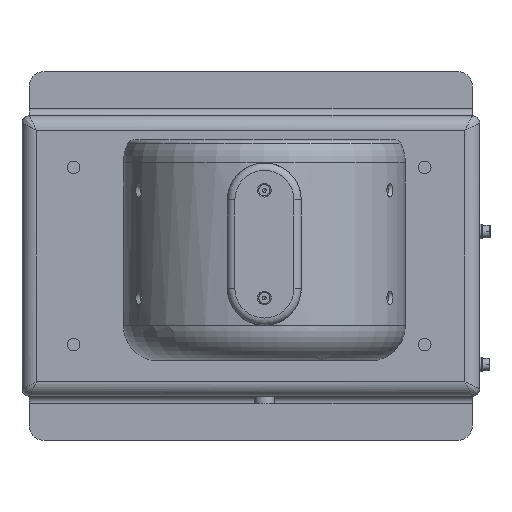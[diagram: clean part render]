
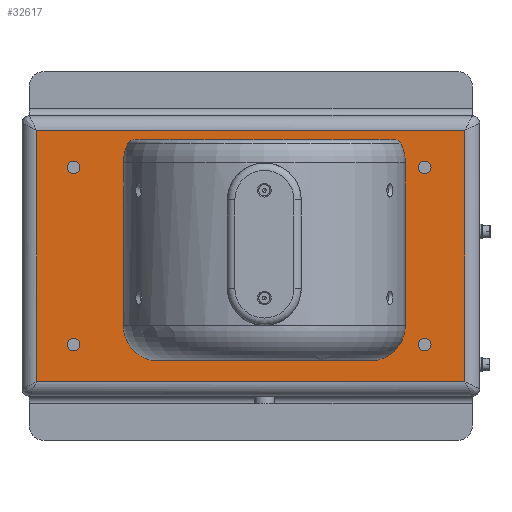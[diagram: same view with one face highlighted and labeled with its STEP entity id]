
A CAD part, front view. The second image highlights one B-rep face of the part: STEP entity #32617.
In plain terms, the highlighted planar face has unit normal (0, -1, 0).
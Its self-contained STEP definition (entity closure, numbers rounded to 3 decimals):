
#615 = DIRECTION ( 'NONE',  ( 1., 0., 0. ) ) ;
#622 = VERTEX_POINT ( 'NONE', #54350 ) ;
#864 = EDGE_CURVE ( 'NONE', #1622, #9013, #19792, .T. ) ;
#1503 = CARTESIAN_POINT ( 'NONE',  ( -269.557, -28.177, 174.248 ) ) ;
#1622 = VERTEX_POINT ( 'NONE', #11972 ) ;
#2791 = VECTOR ( 'NONE', #615, 1000. ) ;
#3341 = CIRCLE ( 'NONE', #17233, 4.25 ) ;
#3677 = VECTOR ( 'NONE', #7009, 1000. ) ;
#4542 = VECTOR ( 'NONE', #20837, 1000. ) ;
#5015 = AXIS2_PLACEMENT_3D ( 'NONE', #32474, #42280, #51242 ) ;
#5216 = DIRECTION ( 'NONE',  ( 0., 0., -1. ) ) ;
#6094 = VERTEX_POINT ( 'NONE', #43183 ) ;
#6623 = ORIENTED_EDGE ( 'NONE', *, *, #21829, .F. ) ;
#7009 = DIRECTION ( 'NONE',  ( 0., 0., -1. ) ) ;
#7425 = ORIENTED_EDGE ( 'NONE', *, *, #9209, .F. ) ;
#7881 = LINE ( 'NONE', #15672, #3677 ) ;
#8745 = DIRECTION ( 'NONE',  ( 0., -1., 0. ) ) ;
#8883 = PLANE ( 'NONE',  #16296 ) ;
#9013 = VERTEX_POINT ( 'NONE', #1503 ) ;
#9077 = DIRECTION ( 'NONE',  ( 0., 0., -1. ) ) ;
#9209 = EDGE_CURVE ( 'NONE', #23881, #23881, #55265, .T. ) ;
#11972 = CARTESIAN_POINT ( 'NONE',  ( -269.557, -28.177, 4.248 ) ) ;
#12331 = EDGE_LOOP ( 'NONE', ( #7425 ) ) ;
#12777 = VERTEX_POINT ( 'NONE', #43100 ) ;
#13190 = FACE_OUTER_BOUND ( 'NONE', #14090, .T. ) ;
#13207 = DIRECTION ( 'NONE',  ( 0., -1., 0. ) ) ;
#13478 = CARTESIAN_POINT ( 'NONE',  ( -244.557, -28.177, 29.248 ) ) ;
#14090 = EDGE_LOOP ( 'NONE', ( #37000, #15645, #44553, #31914 ) ) ;
#15645 = ORIENTED_EDGE ( 'NONE', *, *, #24534, .F. ) ;
#15672 = CARTESIAN_POINT ( 'NONE',  ( 20.443, -28.177, 174.248 ) ) ;
#15880 = EDGE_CURVE ( 'NONE', #12777, #12777, #39454, .T. ) ;
#16061 = CIRCLE ( 'NONE', #5015, 4.25 ) ;
#16296 = AXIS2_PLACEMENT_3D ( 'NONE', #52196, #21601, #30237 ) ;
#16735 = EDGE_LOOP ( 'NONE', ( #56669 ) ) ;
#17233 = AXIS2_PLACEMENT_3D ( 'NONE', #27180, #8745, #5216 ) ;
#17706 = LINE ( 'NONE', #26928, #2791 ) ;
#18305 = DIRECTION ( 'NONE',  ( 0., -1., 0. ) ) ;
#18589 = CARTESIAN_POINT ( 'NONE',  ( -6.755, -28.177, 29.248 ) ) ;
#19792 = LINE ( 'NONE', #49564, #53674 ) ;
#19978 = LINE ( 'NONE', #24599, #4542 ) ;
#20837 = DIRECTION ( 'NONE',  ( -1., 0., 0. ) ) ;
#21601 = DIRECTION ( 'NONE',  ( 0., -1., 0. ) ) ;
#21826 = CIRCLE ( 'NONE', #39321, 4.25 ) ;
#21829 = EDGE_CURVE ( 'NONE', #56977, #56977, #21826, .T. ) ;
#22058 = VERTEX_POINT ( 'NONE', #52370 ) ;
#22185 = FACE_BOUND ( 'NONE', #12331, .T. ) ;
#22334 = EDGE_CURVE ( 'NONE', #22058, #22058, #3341, .T. ) ;
#23881 = VERTEX_POINT ( 'NONE', #41483 ) ;
#24153 = VERTEX_POINT ( 'NONE', #51636 ) ;
#24534 = EDGE_CURVE ( 'NONE', #6094, #1622, #19978, .T. ) ;
#24599 = CARTESIAN_POINT ( 'NONE',  ( -269.557, -28.177, 4.248 ) ) ;
#26928 = CARTESIAN_POINT ( 'NONE',  ( -269.557, -28.177, 174.248 ) ) ;
#27180 = CARTESIAN_POINT ( 'NONE',  ( -244.557, -28.177, 149.248 ) ) ;
#27260 = EDGE_CURVE ( 'NONE', #24153, #6094, #7881, .T. ) ;
#30237 = DIRECTION ( 'NONE',  ( 0., 0., -1. ) ) ;
#30360 = AXIS2_PLACEMENT_3D ( 'NONE', #44782, #35022, #52642 ) ;
#30530 = EDGE_CURVE ( 'NONE', #622, #622, #16061, .T. ) ;
#31088 = FACE_BOUND ( 'NONE', #36520, .T. ) ;
#31723 = EDGE_LOOP ( 'NONE', ( #33262 ) ) ;
#31914 = ORIENTED_EDGE ( 'NONE', *, *, #35045, .F. ) ;
#32474 = CARTESIAN_POINT ( 'NONE',  ( -6.755, -28.177, 149.248 ) ) ;
#32617 = ADVANCED_FACE ( 'NONE', ( #22185, #13190, #52790, #31088, #44380, #35451 ), #8883, .T. ) ;
#33262 = ORIENTED_EDGE ( 'NONE', *, *, #22334, .F. ) ;
#34746 = CARTESIAN_POINT ( 'NONE',  ( -244.557, -28.177, 24.998 ) ) ;
#35022 = DIRECTION ( 'NONE',  ( 0., -1., 0. ) ) ;
#35045 = EDGE_CURVE ( 'NONE', #9013, #24153, #17706, .T. ) ;
#35451 = FACE_BOUND ( 'NONE', #40734, .T. ) ;
#36520 = EDGE_LOOP ( 'NONE', ( #54207 ) ) ;
#36668 = AXIS2_PLACEMENT_3D ( 'NONE', #18589, #18305, #9077 ) ;
#37000 = ORIENTED_EDGE ( 'NONE', *, *, #864, .F. ) ;
#39321 = AXIS2_PLACEMENT_3D ( 'NONE', #13478, #13207, #56828 ) ;
#39454 = CIRCLE ( 'NONE', #36668, 4.25 ) ;
#40734 = EDGE_LOOP ( 'NONE', ( #6623 ) ) ;
#41483 = CARTESIAN_POINT ( 'NONE',  ( -115.399, -28.177, 37.248 ) ) ;
#42280 = DIRECTION ( 'NONE',  ( 0., -1., 0. ) ) ;
#43100 = CARTESIAN_POINT ( 'NONE',  ( -6.755, -28.177, 24.998 ) ) ;
#43183 = CARTESIAN_POINT ( 'NONE',  ( 20.443, -28.177, 4.248 ) ) ;
#44380 = FACE_BOUND ( 'NONE', #31723, .T. ) ;
#44553 = ORIENTED_EDGE ( 'NONE', *, *, #27260, .F. ) ;
#44782 = CARTESIAN_POINT ( 'NONE',  ( -115.399, -28.177, 97.248 ) ) ;
#49564 = CARTESIAN_POINT ( 'NONE',  ( -269.557, -28.177, 174.248 ) ) ;
#51242 = DIRECTION ( 'NONE',  ( 0., 0., -1. ) ) ;
#51636 = CARTESIAN_POINT ( 'NONE',  ( 20.443, -28.177, 174.248 ) ) ;
#52196 = CARTESIAN_POINT ( 'NONE',  ( -269.557, -28.177, 174.248 ) ) ;
#52370 = CARTESIAN_POINT ( 'NONE',  ( -244.557, -28.177, 144.998 ) ) ;
#52642 = DIRECTION ( 'NONE',  ( 0., 0., -1. ) ) ;
#52790 = FACE_BOUND ( 'NONE', #16735, .T. ) ;
#53674 = VECTOR ( 'NONE', #54167, 1000. ) ;
#54167 = DIRECTION ( 'NONE',  ( 0., 0., 1. ) ) ;
#54207 = ORIENTED_EDGE ( 'NONE', *, *, #15880, .F. ) ;
#54350 = CARTESIAN_POINT ( 'NONE',  ( -6.755, -28.177, 144.998 ) ) ;
#55265 = CIRCLE ( 'NONE', #30360, 60. ) ;
#56669 = ORIENTED_EDGE ( 'NONE', *, *, #30530, .F. ) ;
#56828 = DIRECTION ( 'NONE',  ( 0., 0., -1. ) ) ;
#56977 = VERTEX_POINT ( 'NONE', #34746 ) ;
